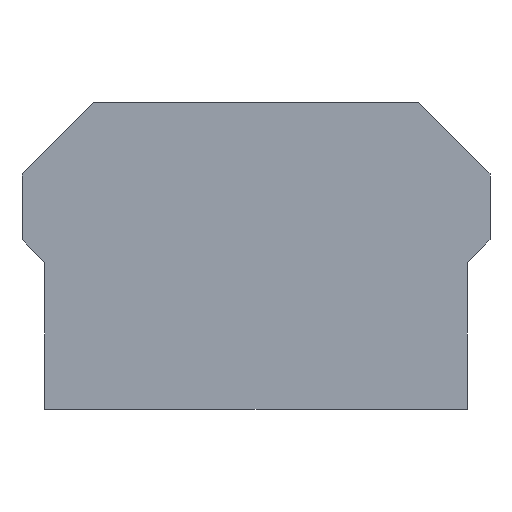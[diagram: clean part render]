
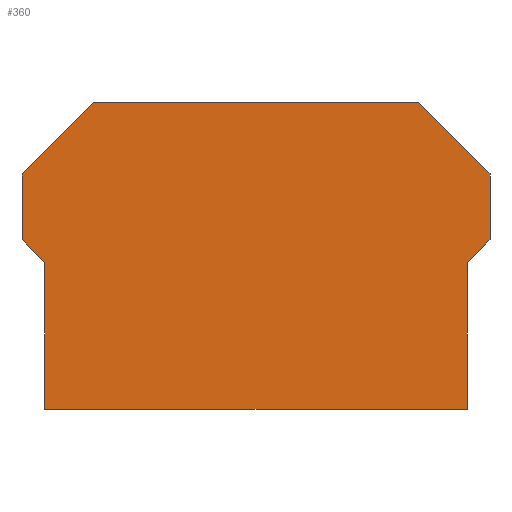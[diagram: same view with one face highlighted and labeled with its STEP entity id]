
A CAD part, front view. The second image highlights one B-rep face of the part: STEP entity #360.
In plain terms, the highlighted face is planar.
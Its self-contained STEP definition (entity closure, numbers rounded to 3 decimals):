
#3 = VECTOR ( 'NONE', #324, 1000. ) ;
#5 = CARTESIAN_POINT ( 'NONE',  ( 2.5, -37.15, -15.9 ) ) ;
#9 = DIRECTION ( 'NONE',  ( 0., -1., 0. ) ) ;
#16 = CARTESIAN_POINT ( 'NONE',  ( 2.5, -37.15, -30.5 ) ) ;
#18 = ORIENTED_EDGE ( 'NONE', *, *, #241, .T. ) ;
#22 = LINE ( 'NONE', #150, #35 ) ;
#23 = VECTOR ( 'NONE', #115, 1000. ) ;
#35 = VECTOR ( 'NONE', #415, 1000. ) ;
#40 = EDGE_CURVE ( 'NONE', #193, #95, #429, .T. ) ;
#42 = LINE ( 'NONE', #206, #416 ) ;
#51 = VECTOR ( 'NONE', #380, 1000. ) ;
#53 = CARTESIAN_POINT ( 'NONE',  ( 2.5, -37.15, -15.9 ) ) ;
#57 = VECTOR ( 'NONE', #189, 1000. ) ;
#58 = EDGE_CURVE ( 'NONE', #398, #122, #158, .T. ) ;
#63 = EDGE_CURVE ( 'NONE', #227, #195, #434, .T. ) ;
#82 = FACE_OUTER_BOUND ( 'NONE', #391, .T. ) ;
#88 = CARTESIAN_POINT ( 'NONE',  ( 2.5, 7., -7. ) ) ;
#89 = VECTOR ( 'NONE', #350, 1000. ) ;
#91 = ORIENTED_EDGE ( 'NONE', *, *, #58, .T. ) ;
#95 = VERTEX_POINT ( 'NONE', #280 ) ;
#97 = ORIENTED_EDGE ( 'NONE', *, *, #384, .T. ) ;
#99 = EDGE_CURVE ( 'NONE', #195, #193, #42, .T. ) ;
#107 = CARTESIAN_POINT ( 'NONE',  ( 2.5, -39.4, -7. ) ) ;
#115 = DIRECTION ( 'NONE',  ( 0., 0.707, -0.707 ) ) ;
#116 = ORIENTED_EDGE ( 'NONE', *, *, #275, .T. ) ;
#118 = ORIENTED_EDGE ( 'NONE', *, *, #40, .T. ) ;
#122 = VERTEX_POINT ( 'NONE', #200 ) ;
#138 = DIRECTION ( 'NONE',  ( 0., 0., -1. ) ) ;
#140 = DIRECTION ( 'NONE',  ( 1., 0., 0. ) ) ;
#144 = CARTESIAN_POINT ( 'NONE',  ( 2.5, -39.3, -13.75 ) ) ;
#145 = VERTEX_POINT ( 'NONE', #414 ) ;
#146 = DIRECTION ( 'NONE',  ( 0., -1., 0. ) ) ;
#148 = ORIENTED_EDGE ( 'NONE', *, *, #181, .T. ) ;
#150 = CARTESIAN_POINT ( 'NONE',  ( 2.5, 7.1, -13.75 ) ) ;
#152 = ORIENTED_EDGE ( 'NONE', *, *, #63, .T. ) ;
#153 = AXIS2_PLACEMENT_3D ( 'NONE', #172, #140, #146 ) ;
#154 = CARTESIAN_POINT ( 'NONE',  ( 2.5, 4.85, -15.9 ) ) ;
#158 = LINE ( 'NONE', #397, #57 ) ;
#159 = EDGE_CURVE ( 'NONE', #95, #386, #203, .T. ) ;
#169 = CARTESIAN_POINT ( 'NONE',  ( 2.5, 7.1, -7.1 ) ) ;
#172 = CARTESIAN_POINT ( 'NONE',  ( 2.5, -16.15, -15. ) ) ;
#181 = EDGE_CURVE ( 'NONE', #338, #145, #413, .T. ) ;
#185 = LINE ( 'NONE', #394, #3 ) ;
#189 = DIRECTION ( 'NONE',  ( 0., 0.707, 0.707 ) ) ;
#193 = VERTEX_POINT ( 'NONE', #239 ) ;
#195 = VERTEX_POINT ( 'NONE', #308 ) ;
#200 = CARTESIAN_POINT ( 'NONE',  ( 2.5, 7.1, -13.65 ) ) ;
#201 = VECTOR ( 'NONE', #138, 1000. ) ;
#203 = LINE ( 'NONE', #107, #201 ) ;
#206 = CARTESIAN_POINT ( 'NONE',  ( 2.5, 0., 0. ) ) ;
#216 = LINE ( 'NONE', #144, #23 ) ;
#222 = ORIENTED_EDGE ( 'NONE', *, *, #99, .T. ) ;
#227 = VERTEX_POINT ( 'NONE', #169 ) ;
#239 = CARTESIAN_POINT ( 'NONE',  ( 2.5, -32.3, 0. ) ) ;
#241 = EDGE_CURVE ( 'NONE', #145, #250, #285, .T. ) ;
#250 = VERTEX_POINT ( 'NONE', #426 ) ;
#251 = VECTOR ( 'NONE', #321, 1000. ) ;
#261 = CARTESIAN_POINT ( 'NONE',  ( 2.5, -32.3, 0. ) ) ;
#265 = DIRECTION ( 'NONE',  ( 0., -0.707, -0.707 ) ) ;
#275 = EDGE_CURVE ( 'NONE', #386, #338, #216, .T. ) ;
#280 = CARTESIAN_POINT ( 'NONE',  ( 2.5, -39.4, -7.1 ) ) ;
#285 = LINE ( 'NONE', #16, #251 ) ;
#294 = CARTESIAN_POINT ( 'NONE',  ( 2.5, -39.4, -13.65 ) ) ;
#300 = ORIENTED_EDGE ( 'NONE', *, *, #159, .T. ) ;
#308 = CARTESIAN_POINT ( 'NONE',  ( 2.5, 0., 0. ) ) ;
#321 = DIRECTION ( 'NONE',  ( 0., 1., 0. ) ) ;
#323 = PLANE ( 'NONE',  #153 ) ;
#324 = DIRECTION ( 'NONE',  ( 0., 0., 1. ) ) ;
#338 = VERTEX_POINT ( 'NONE', #53 ) ;
#350 = DIRECTION ( 'NONE',  ( 0., 0., -1. ) ) ;
#360 = ADVANCED_FACE ( 'NONE', ( #82 ), #323, .T. ) ;
#366 = VECTOR ( 'NONE', #265, 1000. ) ;
#380 = DIRECTION ( 'NONE',  ( 0., -0.707, 0.707 ) ) ;
#384 = EDGE_CURVE ( 'NONE', #122, #227, #22, .T. ) ;
#386 = VERTEX_POINT ( 'NONE', #294 ) ;
#391 = EDGE_LOOP ( 'NONE', ( #116, #148, #18, #419, #91, #97, #152, #222, #118, #300 ) ) ;
#394 = CARTESIAN_POINT ( 'NONE',  ( 2.5, 4.85, -30. ) ) ;
#397 = CARTESIAN_POINT ( 'NONE',  ( 2.5, 4.85, -15.9 ) ) ;
#398 = VERTEX_POINT ( 'NONE', #154 ) ;
#413 = LINE ( 'NONE', #5, #89 ) ;
#414 = CARTESIAN_POINT ( 'NONE',  ( 2.5, -37.15, -30.5 ) ) ;
#415 = DIRECTION ( 'NONE',  ( 0., 0., 1. ) ) ;
#416 = VECTOR ( 'NONE', #9, 1000. ) ;
#419 = ORIENTED_EDGE ( 'NONE', *, *, #422, .T. ) ;
#422 = EDGE_CURVE ( 'NONE', #250, #398, #185, .T. ) ;
#426 = CARTESIAN_POINT ( 'NONE',  ( 2.5, 4.85, -30.5 ) ) ;
#429 = LINE ( 'NONE', #261, #366 ) ;
#434 = LINE ( 'NONE', #88, #51 ) ;
